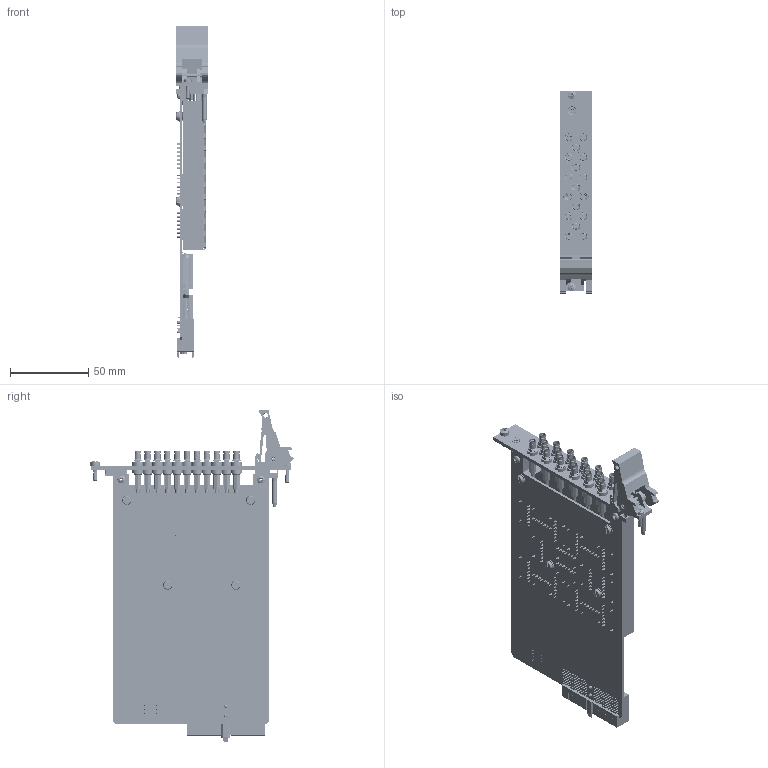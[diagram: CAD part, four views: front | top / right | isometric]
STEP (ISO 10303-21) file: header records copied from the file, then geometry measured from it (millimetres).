
FILE_DESCRIPTION (( 'STEP AP214' ), '1' );
FILE_NAME ('40-747-731 PXI 16CH MUX 75Ohm 1.0-2.3.STEP', '2013-09-05T15:14:21', ( 'admin' ), ( '' ), 'SwSTEP 2.0', 'SolidWorks 2012', '' );
FILE_SCHEMA (( 'AUTOMOTIVE_DESIGN' ));
Length unit declared in the file: millimetre
Products named in the file (1): 40-747-731 PXI 16CH MUX 75Ohm 1.0-2.3
Bounding box: 20 x 129.67 x 211.99 mm (x, y, z)
Surface area: 101347.7 mm2 (no closed solid volume)
Topology: 0 solids, 633 shells, 4441 faces, 21345 edges, 16989 vertices
Faces by surface type: plane 2806, cylinder 1125, cone 234, torus 164, bspline 103, sphere 9
Full cylindrical faces by diameter (mm): 0.313 x1, 0.481 x5, 0.5 x1, 0.6 x110, 0.7 x153, 1 x35, 1.245 x38, 1.372 x30, 1.397 x11, 1.429 x1, 1.448 x1, 1.496 x2, 1.501 x1, 1.524 x2, 1.564 x1, 1.583 x1, 1.651 x64, 2 x5, 2.05 x1, 2.495 x1, 2.497 x1, 2.5 x20, 2.6 x1, 2.7 x1, 2.8 x1, 3 x20, 3.4 x17, 3.6 x19, 4 x34, 4.7 x5
Entity records: 272048 total; most frequent: CARTESIAN_POINT 72000, DIRECTION 27121, ORIENTED_EDGE 26668, EDGE_CURVE 20090, VERTEX_POINT 16585, LINE 10683, VECTOR 10683, AXIS2_PLACEMENT_3D 8219
